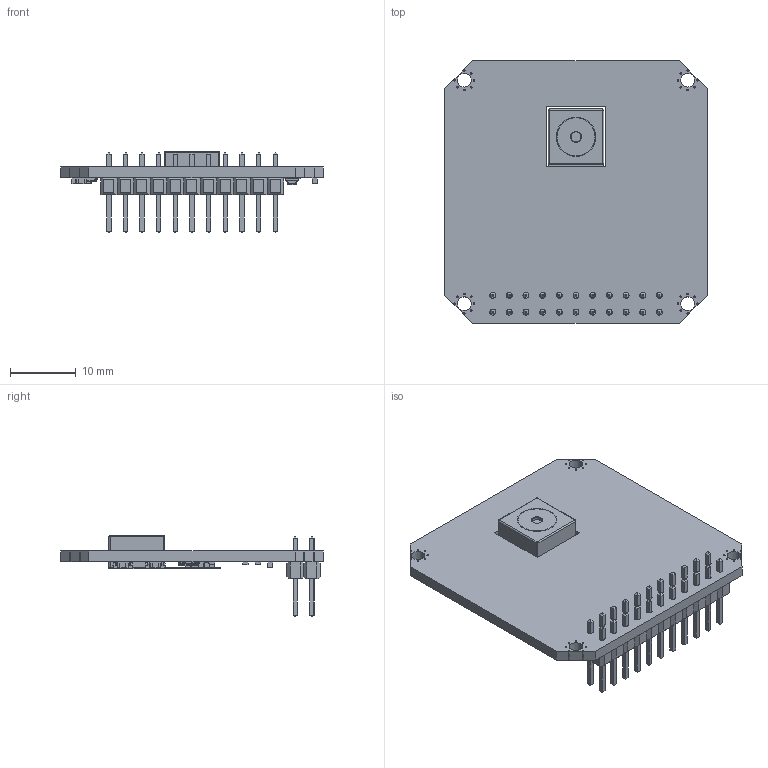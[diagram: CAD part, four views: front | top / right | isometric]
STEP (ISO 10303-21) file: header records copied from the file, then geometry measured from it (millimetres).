
FILE_DESCRIPTION (( 'STEP AP214' ), '1' );
FILE_NAME ('UC-443.step', '2021-02-04T01:25:50', ( '' ), ( '' ), 'SwSTEP 2.0', 'SolidWorks 2020', '' );
FILE_SCHEMA (( 'AUTOMOTIVE_DESIGN' ));
Length unit declared in the file: millimetre
Products named in the file (47): C4.step; V1.step; 1185738864.step; C6.step; C13.step; C10.step; Part15; L2.step; C11.step; C15.step; U1.step; 1040171568.step; C5.step; U2.step; 1185737840.step; C8.step; R2.step; C12.step; 1185738736.step; G1.step; 1185738224.step; R7.step; UC-443; 1185737200.step; C9.step; C2.step; R6.step; U4.step; R4.step; U3.step; C3.step; User_Library-FB_1608_Cut.step; C7.step; User_Library-FB_1608_Pad001.step; 1185738992.step; C1.step; R3.step; UC-443.step; R5.step; BBR43-30KB533--3DModel-STEP-56544.step ...
Assembly tree (68 placements, depth 5):
  UC-443
    UC-443.step
      R7.step
        1185738992.step
      R6.step
        1185738992.step
      R5.step
        1040171568.step
      L2.step
        User_Library-FB_1608.step
          User_Library-FB_1608_Pad001.step
          User_Library-FB_1608_Cut.step
      V1.step
        1185738224.step
      U4.step
        BBR43-30KB533--3DModel-STEP-56544.step
      U3.step
        1185738864.step
      U2.step
        1185738864.step
      U1.step
        1185738864.step
      R4.step
        1185738992.step
      R3.step
        1185738992.step
      R2.step
        1185738992.step
      R1.step
        1040171568.step
      G1.step
        1185737712.step
      C15.step
        1185737840.step
      C13.step
        1185738480.step
      C12.step
        1185737840.step
      C11.step
        1185738480.step
      C9.step
        1185738480.step
      C8.step
        1185737840.step
      C7.step
        1185737200.step
      C6.step
        1185737200.step
      C5.step
        1040172656.step
      C4.step
        1185738480.step
      C3.step
        1185737840.step
      C2.step
        1185738480.step
      C1.step
        1185738480.step
      P1.step
        1185738736.step  x6
Bounding box: 40 x 40 x 12.46 mm (x, y, z)
Volume: 3296 mm3; surface area: 5739 mm2
Topology: 145 solids, 145 shells, 4440 faces, 11231 edges, 7106 vertices
Faces by surface type: plane 3077, cylinder 732, bspline 505, sphere 120, cone 6
Entity records: 101166 total; most frequent: CARTESIAN_POINT 27536, ORIENTED_EDGE 14330, DIRECTION 13401, EDGE_CURVE 7165, VECTOR 5803, LINE 5803, VERTEX_POINT 4642, AXIS2_PLACEMENT_3D 3799
